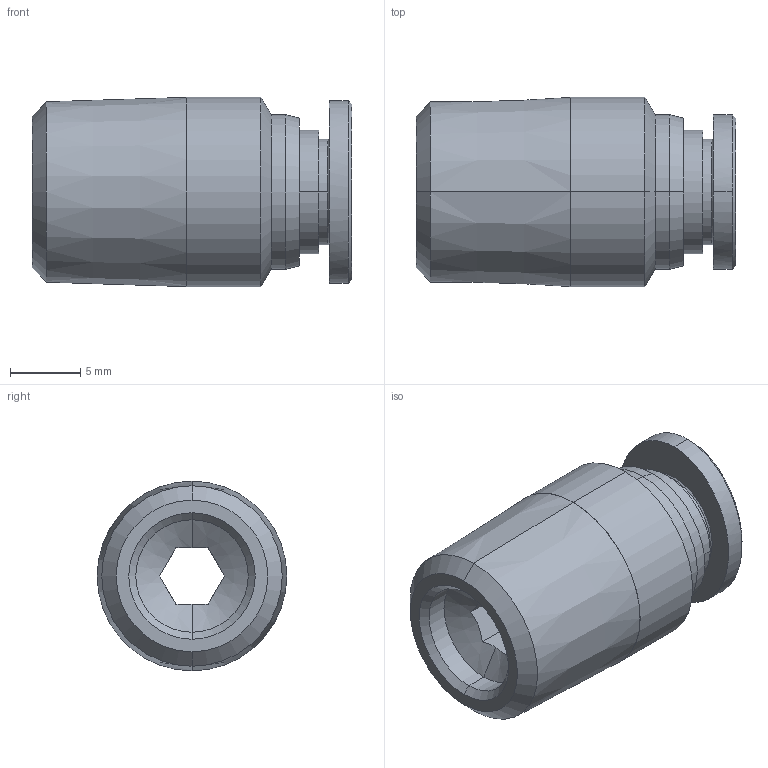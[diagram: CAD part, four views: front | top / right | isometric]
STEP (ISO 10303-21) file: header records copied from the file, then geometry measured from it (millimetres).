
FILE_DESCRIPTION((''),'2;1');
FILE_NAME('GPOC 0602(3D).stp','2012-12-26T18:13:24',(''),(''),'Mechanical Desktop.R8.0.24.0','Mechanical Desktop.R8.0.24.0',', , ');
FILE_SCHEMA(('CONFIG_CONTROL_DESIGN'));
Length unit declared in the file: millimetre
Products named in the file (2): GPOC 0602(3D); ºÎÇ°1
Assembly tree (1 placements, depth 2):
  GPOC 0602(3D)
    ºÎÇ°1
Bounding box: 22.75 x 13.5 x 13.5 mm (x, y, z)
Volume: 2129.1 mm3; surface area: 1625.8 mm2
Topology: 1 solids, 1 shells, 244 faces, 666 edges, 439 vertices
Faces by surface type: plane 177, bspline 30, cylinder 23, cone 14
Entity records: 8530 total; most frequent: CARTESIAN_POINT 2288, ORIENTED_EDGE 1332, DIRECTION 1191, EDGE_CURVE 666, VECTOR 539, LINE 539, VERTEX_POINT 439, AXIS2_PLACEMENT_3D 326
